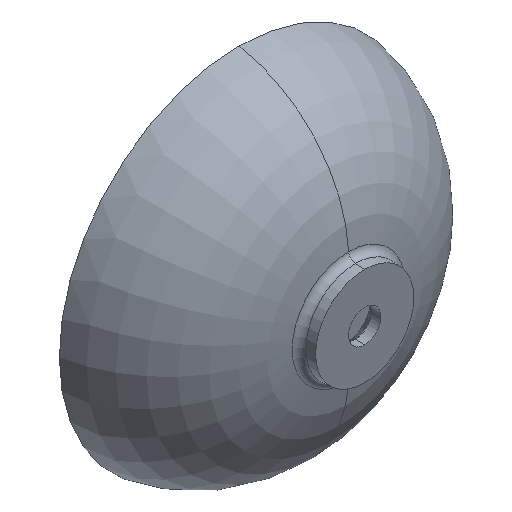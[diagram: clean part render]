
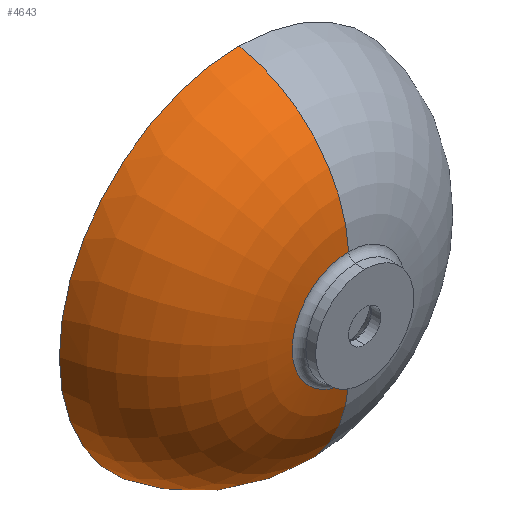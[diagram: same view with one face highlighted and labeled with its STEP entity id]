
A CAD part, isometric view. The second image highlights one B-rep face of the part: STEP entity #4643.
In plain terms, the highlighted toroidal (fillet/blend) face has major radius 68.5 mm and minor radius 182.579 mm.
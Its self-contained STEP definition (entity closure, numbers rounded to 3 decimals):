
#144 = AXIS2_PLACEMENT_3D ( 'NONE', #1014, #4989, #3400 ) ;
#542 = ORIENTED_EDGE ( 'NONE', *, *, #696, .T. ) ;
#696 = EDGE_CURVE ( 'NONE', #1051, #2414, #761, .T. ) ;
#761 = CIRCLE ( 'NONE', #2327, 248.5 ) ;
#798 = CARTESIAN_POINT ( 'NONE',  ( 0., 152., 248.5 ) ) ;
#834 = CARTESIAN_POINT ( 'NONE',  ( 0., 182.579, -68.5 ) ) ;
#965 = AXIS2_PLACEMENT_3D ( 'NONE', #834, #1178, #4737 ) ;
#998 = CIRCLE ( 'NONE', #1028, 182.579 ) ;
#1014 = CARTESIAN_POINT ( 'NONE',  ( 0., 0.249, 0. ) ) ;
#1028 = AXIS2_PLACEMENT_3D ( 'NONE', #1206, #1596, #2862 ) ;
#1051 = VERTEX_POINT ( 'NONE', #798 ) ;
#1059 = CIRCLE ( 'NONE', #144, 78.038 ) ;
#1076 = VERTEX_POINT ( 'NONE', #2776 ) ;
#1178 = DIRECTION ( 'NONE',  ( -1., 0., 0. ) ) ;
#1206 = CARTESIAN_POINT ( 'NONE',  ( 0., 182.579, 68.5 ) ) ;
#1512 = DIRECTION ( 'NONE',  ( 0., 0., -1. ) ) ;
#1555 = EDGE_LOOP ( 'NONE', ( #4136, #542, #3440, #3084 ) ) ;
#1596 = DIRECTION ( 'NONE',  ( 1., 0., 0. ) ) ;
#1779 = EDGE_CURVE ( 'NONE', #2414, #3893, #2529, .T. ) ;
#2037 = EDGE_CURVE ( 'NONE', #3893, #1076, #1059, .T. ) ;
#2327 = AXIS2_PLACEMENT_3D ( 'NONE', #5098, #2718, #3515 ) ;
#2414 = VERTEX_POINT ( 'NONE', #4246 ) ;
#2529 = CIRCLE ( 'NONE', #965, 182.579 ) ;
#2718 = DIRECTION ( 'NONE',  ( 0., -1., 0. ) ) ;
#2776 = CARTESIAN_POINT ( 'NONE',  ( 0., 0.249, 78.038 ) ) ;
#2862 = DIRECTION ( 'NONE',  ( 0., 0., -1. ) ) ;
#2888 = EDGE_CURVE ( 'NONE', #1051, #1076, #998, .T. ) ;
#3060 = CARTESIAN_POINT ( 'NONE',  ( 0., 182.579, 0. ) ) ;
#3073 = CARTESIAN_POINT ( 'NONE',  ( 0., 0.249, -78.038 ) ) ;
#3084 = ORIENTED_EDGE ( 'NONE', *, *, #2037, .T. ) ;
#3110 = DIRECTION ( 'NONE',  ( 0., -1., 0. ) ) ;
#3400 = DIRECTION ( 'NONE',  ( 0., 0., 1. ) ) ;
#3440 = ORIENTED_EDGE ( 'NONE', *, *, #1779, .T. ) ;
#3515 = DIRECTION ( 'NONE',  ( 0., 0., -1. ) ) ;
#3596 = FACE_OUTER_BOUND ( 'NONE', #1555, .T. ) ;
#3793 = TOROIDAL_SURFACE ( 'NONE', #4458, 68.5, 182.579 ) ;
#3893 = VERTEX_POINT ( 'NONE', #3073 ) ;
#4136 = ORIENTED_EDGE ( 'NONE', *, *, #2888, .F. ) ;
#4246 = CARTESIAN_POINT ( 'NONE',  ( 0., 152., -248.5 ) ) ;
#4458 = AXIS2_PLACEMENT_3D ( 'NONE', #3060, #3110, #1512 ) ;
#4643 = ADVANCED_FACE ( 'NONE', ( #3596 ), #3793, .T. ) ;
#4737 = DIRECTION ( 'NONE',  ( 0., 0., 1. ) ) ;
#4989 = DIRECTION ( 'NONE',  ( 0., 1., 0. ) ) ;
#5098 = CARTESIAN_POINT ( 'NONE',  ( 0., 152., 0. ) ) ;
